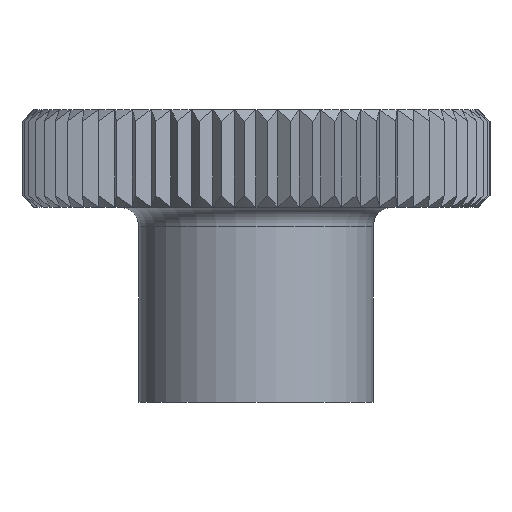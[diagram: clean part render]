
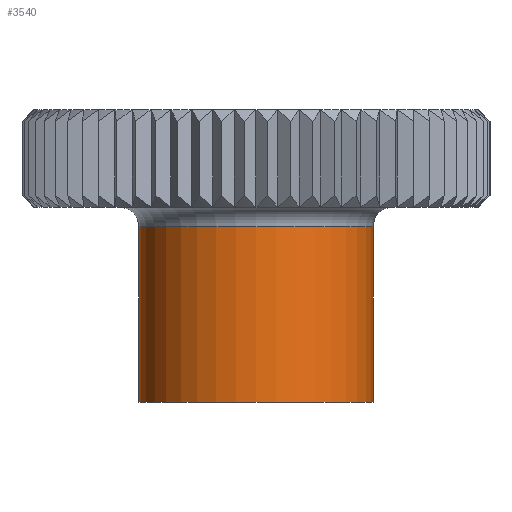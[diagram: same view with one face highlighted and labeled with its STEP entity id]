
A CAD part, front view. The second image highlights one B-rep face of the part: STEP entity #3540.
In plain terms, the highlighted cylindrical face has radius 3 mm (diameter 6 mm), a partial arc.
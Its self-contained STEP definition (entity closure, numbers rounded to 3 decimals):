
#1676=VERTEX_POINT('',#4637);
#2398=EDGE_CURVE('',#2422,#3136,#5442,.T.);
#2422=VERTEX_POINT('',#5467);
#2860=EDGE_CURVE('',#3554,#2422,#5966,.T.);
#3000=EDGE_CURVE('',#1676,#3554,#6121,.T.);
#3136=VERTEX_POINT('',#6273);
#3540=ADVANCED_FACE('',(#6725),#6726,.T.);
#3554=VERTEX_POINT('',#6742);
#4182=EDGE_CURVE('',#1676,#3136,#7438,.T.);
#4637=CARTESIAN_POINT('',(3.,0.,4.5));
#5442=LINE('',#9610,#9611);
#5467=CARTESIAN_POINT('',(-3.,0.,0.));
#5966=CIRCLE('',#10636,3.0);
#6121=LINE('',#10918,#10919);
#6273=CARTESIAN_POINT('',(-3.,0.,4.5));
#6725=FACE_OUTER_BOUND('',#12193,.T.);
#6726=CYLINDRICAL_SURFACE('',#12194,3.);
#6742=CARTESIAN_POINT('',(3.,0.,0.));
#7438=CIRCLE('',#13682,3.);
#9610=CARTESIAN_POINT('',(-3.,0.,2.25));
#9611=VECTOR('',#15411,1.0);
#10636=AXIS2_PLACEMENT_3D('',#16050,#16051,#16052);
#10918=CARTESIAN_POINT('',(3.,0.,2.25));
#10919=VECTOR('',#16231,1.0);
#12193=EDGE_LOOP('',(#16984,#16985,#16986,#16987));
#12194=AXIS2_PLACEMENT_3D('',#16988,#16989,#16990);
#13682=AXIS2_PLACEMENT_3D('',#17756,#17757,#17758);
#15411=DIRECTION('',(-0.0,-0.0,1.0));
#16050=CARTESIAN_POINT('',(0.,0.,0.));
#16051=DIRECTION('',(0.0,0.0,-1.0));
#16052=DIRECTION('',(1.0,0.,0.0));
#16231=DIRECTION('',(0.0,0.0,-1.0));
#16984=ORIENTED_EDGE('',*,*,#3000,.F.);
#16985=ORIENTED_EDGE('',*,*,#4182,.T.);
#16986=ORIENTED_EDGE('',*,*,#2398,.F.);
#16987=ORIENTED_EDGE('',*,*,#2860,.F.);
#16988=CARTESIAN_POINT('',(0.,0.,2.25));
#16989=DIRECTION('',(-0.0,-0.0,1.0));
#16990=DIRECTION('',(1.0,0.,0.0));
#17756=CARTESIAN_POINT('',(0.,0.,4.5));
#17757=DIRECTION('',(0.0,0.0,-1.0));
#17758=DIRECTION('',(1.0,0.,0.0));
